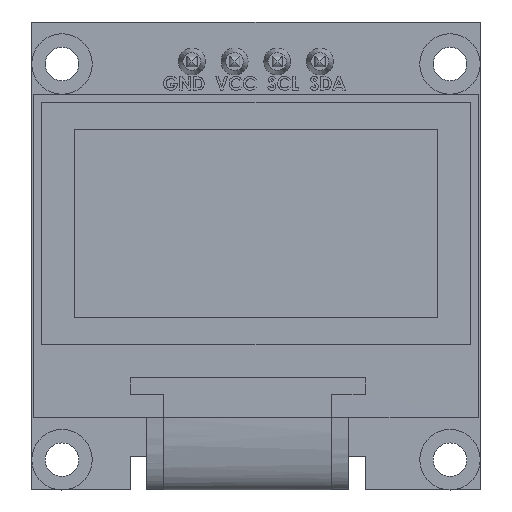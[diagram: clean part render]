
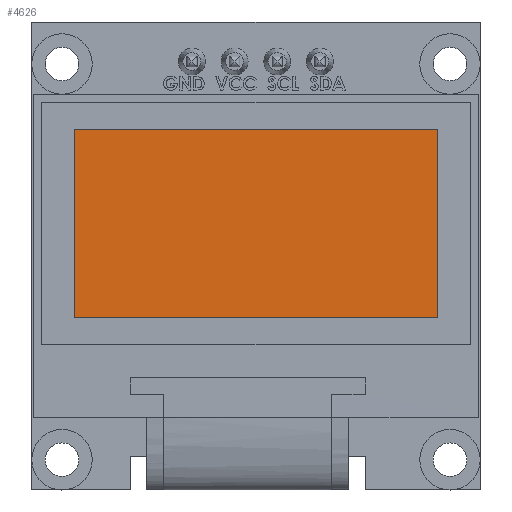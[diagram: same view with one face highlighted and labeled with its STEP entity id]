
A CAD part, top view. The second image highlights one B-rep face of the part: STEP entity #4626.
In plain terms, the highlighted planar face has unit normal (0, 0, 1).
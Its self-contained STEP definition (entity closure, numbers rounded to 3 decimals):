
#466=LINE('',#10093,#916);
#467=LINE('',#10095,#917);
#468=LINE('',#10097,#918);
#469=LINE('',#10098,#919);
#916=VECTOR('',#5777,11.22);
#917=VECTOR('',#5778,21.56);
#918=VECTOR('',#5779,11.22);
#919=VECTOR('',#5780,21.56);
#1277=FACE_OUTER_BOUND('',#1530,.T.);
#1530=EDGE_LOOP('',(#3693,#3694,#3695,#3696));
#2057=VERTEX_POINT('',#10091);
#2058=VERTEX_POINT('',#10092);
#2059=VERTEX_POINT('',#10094);
#2060=VERTEX_POINT('',#10096);
#2633=EDGE_CURVE('',#2057,#2058,#466,.T.);
#2634=EDGE_CURVE('',#2058,#2059,#467,.F.);
#2635=EDGE_CURVE('',#2059,#2060,#468,.F.);
#2636=EDGE_CURVE('',#2060,#2057,#469,.T.);
#3693=ORIENTED_EDGE('',*,*,#2633,.T.);
#3694=ORIENTED_EDGE('',*,*,#2634,.T.);
#3695=ORIENTED_EDGE('',*,*,#2635,.T.);
#3696=ORIENTED_EDGE('',*,*,#2636,.T.);
#4222=PLANE('',#4929);
#4626=ADVANCED_FACE('',(#1277),#4222,.T.);
#4929=AXIS2_PLACEMENT_3D('',#10090,#5775,#5776);
#5775=DIRECTION('center_axis',(0.,0.,1.));
#5776=DIRECTION('ref_axis',(1.,0.,0.));
#5777=DIRECTION('',(0.,1.,0.));
#5778=DIRECTION('',(1.,0.,0.));
#5779=DIRECTION('',(0.,1.,0.));
#5780=DIRECTION('',(1.,0.,0.));
#10090=CARTESIAN_POINT('Origin',(-34.33,-3.004,1.265));
#10091=CARTESIAN_POINT('',(-23.55,-8.054,1.265));
#10092=CARTESIAN_POINT('',(-23.55,3.166,1.265));
#10093=CARTESIAN_POINT('',(-23.55,-8.054,1.265));
#10094=CARTESIAN_POINT('',(-45.11,3.166,1.265));
#10095=CARTESIAN_POINT('',(-45.11,3.166,1.265));
#10096=CARTESIAN_POINT('',(-45.11,-8.054,1.265));
#10097=CARTESIAN_POINT('',(-45.11,-8.054,1.265));
#10098=CARTESIAN_POINT('',(-45.11,-8.054,1.265));
